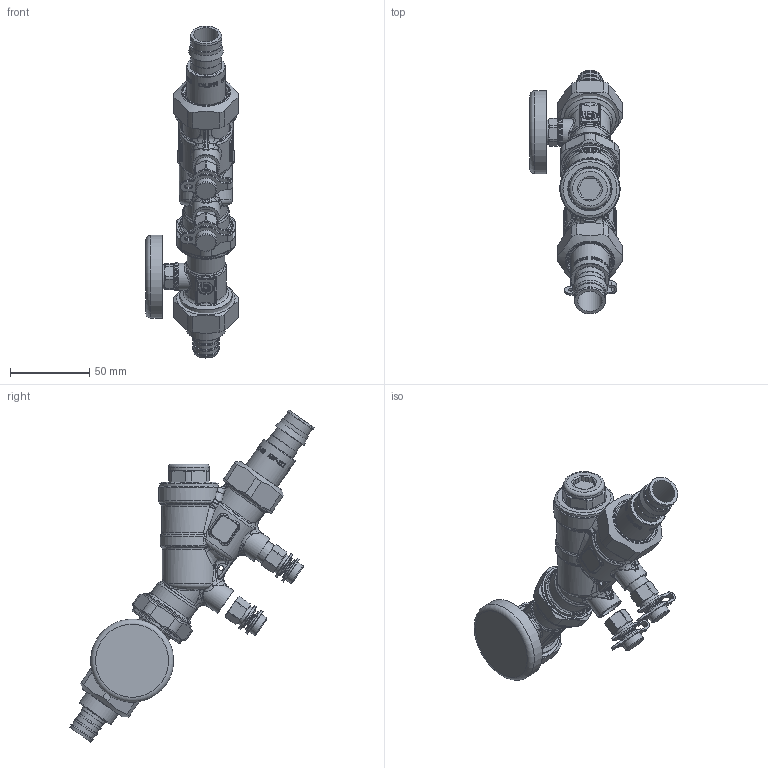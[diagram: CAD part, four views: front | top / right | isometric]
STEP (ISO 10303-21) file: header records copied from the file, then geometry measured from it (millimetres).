
FILE_DESCRIPTION(/* description */ (''),/* implementation_level */ '2;1');
FILE_NAME(/* name */ '128453AFC_Simplify_1.stp',/* time_stamp */ '2025-07-21T11:28:24-05:00',/* author */ ('ischreiner'),/* organization */ (''),/* preprocessor_version */ 'ST-DEVELOPER v20',/* originating_system */ 'Autodesk Inventor 2025',/* authorisation */ '');
FILE_SCHEMA (('AUTOMOTIVE_DESIGN { 1 0 10303 214 3 1 1 }'));
Products named in the file (1): 128453AFC_Simplify_1
Bounding box: 58.22 x 153.81 x 209.14 mm (x, y, z)
Volume: 227755.4 mm3; surface area: 61405.2 mm2
Topology: 8 solids, 8 shells, 2110 faces, 5214 edges, 3133 vertices
Faces by surface type: bspline 1049, plane 443, cylinder 369, cone 112, torus 95, sphere 42
Full cylindrical faces by diameter (mm): 3 x1, 8 x2, 11.5 x2, 12 x4, 12.2 x2, 13.462 x1, 13.5 x6, 13.9 x2, 15.24 x1, 15.367 x1, 15.875 x4, 16.942 x4, 17 x1, 17.5 x2, 18 x1, 18.745 x2, 19.609 x1, 20.066 x1, 20.091 x3, 20.701 x1, 21.996 x1, 23.5 x1, 24 x1, 24.384 x1, 24.435 x1, 25.8 x1, 25.908 x1, 26.924 x2, 27.686 x1, 29.5 x1
Entity records: 182309 total; most frequent: CARTESIAN_POINT 136672, ORIENTED_EDGE 10282, DIRECTION 6964, EDGE_CURVE 5141, VERTEX_POINT 3133, AXIS2_PLACEMENT_3D 2802, EDGE_LOOP 2222, STYLED_ITEM 2118
